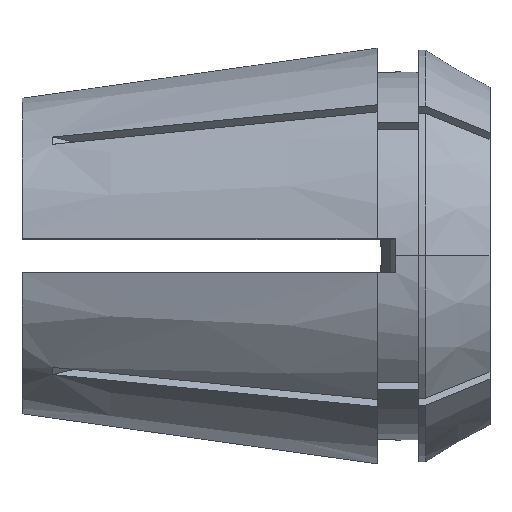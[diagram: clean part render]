
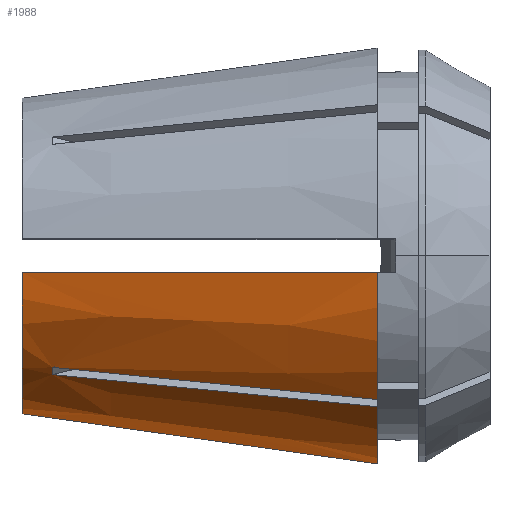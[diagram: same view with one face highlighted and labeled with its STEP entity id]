
A CAD part, top view. The second image highlights one B-rep face of the part: STEP entity #1988.
In plain terms, the highlighted conical face has half-angle 8 degrees and reference radius 20.5 mm.
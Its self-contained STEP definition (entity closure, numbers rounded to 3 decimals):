
#50 = CARTESIAN_POINT ( 'NONE',  ( 34.9, -14.138, 14.845 ) ) ;
#132 = EDGE_CURVE ( 'NONE', #3131, #1100, #2844, .T. ) ;
#137 = CARTESIAN_POINT ( 'NONE',  ( 0., -1.65, 15.508 ) ) ;
#156 = CARTESIAN_POINT ( 'NONE',  ( 3.015, -11.675, 10.968 ) ) ;
#254 = VERTEX_POINT ( 'NONE', #972 ) ;
#320 = ORIENTED_EDGE ( 'NONE', *, *, #773, .F. ) ;
#325 = DIRECTION ( 'NONE',  ( 0., 0., 1. ) ) ;
#376 = CARTESIAN_POINT ( 'NONE',  ( 34.9, -20.434, 1.65 ) ) ;
#443 = CARTESIAN_POINT ( 'NONE',  ( 34.9, -14.138, 14.845 ) ) ;
#532 = CARTESIAN_POINT ( 'NONE',  ( 0., -15.508, 1.65 ) ) ;
#564 = ORIENTED_EDGE ( 'NONE', *, *, #1450, .T. ) ;
#642 = EDGE_LOOP ( 'NONE', ( #564, #1234, #320, #943, #2913, #1656, #3115, #1800 ) ) ;
#672 = CARTESIAN_POINT ( 'NONE',  ( 2.995, -11.209, 11.445 ) ) ;
#680 = CARTESIAN_POINT ( 'NONE',  ( 3.015, -11.675, 10.968 ) ) ;
#693 = AXIS2_PLACEMENT_3D ( 'NONE', #1475, #1488, #2548 ) ;
#742 = CIRCLE ( 'NONE', #879, 20.5 ) ;
#769 = CARTESIAN_POINT ( 'NONE',  ( 34.9, 0., 0. ) ) ;
#773 = EDGE_CURVE ( 'NONE', #2420, #1972, #967, .T. ) ;
#827 = CARTESIAN_POINT ( 'NONE',  ( 3.015, -10.968, 11.675 ) ) ;
#844 = CARTESIAN_POINT ( 'NONE',  ( 11.633, -17.152, 1.65 ) ) ;
#879 = AXIS2_PLACEMENT_3D ( 'NONE', #769, #1003, #1544 ) ;
#887 = CARTESIAN_POINT ( 'NONE',  ( 24.272, -13.789, 13.082 ) ) ;
#943 = ORIENTED_EDGE ( 'NONE', *, *, #1613, .F. ) ;
#967 = CIRCLE ( 'NONE', #1635, 15.595 ) ;
#972 = CARTESIAN_POINT ( 'NONE',  ( 34.9, -14.845, 14.138 ) ) ;
#1003 = DIRECTION ( 'NONE',  ( -1., 0., 0. ) ) ;
#1100 = VERTEX_POINT ( 'NONE', #3165 ) ;
#1120 = CARTESIAN_POINT ( 'NONE',  ( 13.643, -12.732, 12.025 ) ) ;
#1126 = CARTESIAN_POINT ( 'NONE',  ( 34.9, 0., 0. ) ) ;
#1139 = EDGE_CURVE ( 'NONE', #1298, #1972, #2129, .T. ) ;
#1234 = ORIENTED_EDGE ( 'NONE', *, *, #1139, .T. ) ;
#1298 = VERTEX_POINT ( 'NONE', #1901 ) ;
#1342 = CARTESIAN_POINT ( 'NONE',  ( 13.643, -12.025, 12.732 ) ) ;
#1379 = CARTESIAN_POINT ( 'NONE',  ( 3.015, -11.675, 10.968 ) ) ;
#1405 = CARTESIAN_POINT ( 'NONE',  ( 11.633, -1.65, 17.152 ) ) ;
#1450 = EDGE_CURVE ( 'NONE', #1898, #1298, #742, .T. ) ;
#1475 = CARTESIAN_POINT ( 'NONE',  ( 34.9, 0., 0. ) ) ;
#1488 = DIRECTION ( 'NONE',  ( 1., 0., 0. ) ) ;
#1544 = DIRECTION ( 'NONE',  ( 0., 0., 1. ) ) ;
#1597 = DIRECTION ( 'NONE',  ( -1., 0., 0. ) ) ;
#1612 = EDGE_CURVE ( 'NONE', #1638, #254, #1838, .T. ) ;
#1613 = EDGE_CURVE ( 'NONE', #1638, #2420, #2109, .T. ) ;
#1635 = AXIS2_PLACEMENT_3D ( 'NONE', #2132, #1597, #325 ) ;
#1638 = VERTEX_POINT ( 'NONE', #2409 ) ;
#1656 = ORIENTED_EDGE ( 'NONE', *, *, #1823, .T. ) ;
#1800 = ORIENTED_EDGE ( 'NONE', *, *, #2879, .F. ) ;
#1823 = EDGE_CURVE ( 'NONE', #254, #3131, #3284, .T. ) ;
#1838 = CIRCLE ( 'NONE', #2539, 20.5 ) ;
#1898 = VERTEX_POINT ( 'NONE', #443 ) ;
#1901 = CARTESIAN_POINT ( 'NONE',  ( 34.9, -1.65, 20.434 ) ) ;
#1909 = CARTESIAN_POINT ( 'NONE',  ( 23.266, -18.794, 1.65 ) ) ;
#1952 = CARTESIAN_POINT ( 'NONE',  ( 23.266, -1.65, 18.794 ) ) ;
#1972 = VERTEX_POINT ( 'NONE', #1996 ) ;
#1988 = ADVANCED_FACE ( 'NONE', ( #3088 ), #3268, .T. ) ;
#1996 = CARTESIAN_POINT ( 'NONE',  ( 0., -1.65, 15.508 ) ) ;
#2109 = B_SPLINE_CURVE_WITH_KNOTS ( 'NONE', 3,
 ( #376, #1909, #844, #2658 ),
 .UNSPECIFIED., .F., .F.,
 ( 4, 4 ),
 ( 0.076, 0.111 ),
 .UNSPECIFIED. ) ;
#2129 = B_SPLINE_CURVE_WITH_KNOTS ( 'NONE', 3,
 ( #2707, #1952, #1405, #137 ),
 .UNSPECIFIED., .F., .F.,
 ( 4, 4 ),
 ( 0.076, 0.111 ),
 .UNSPECIFIED. ) ;
#2132 = CARTESIAN_POINT ( 'NONE',  ( 0., 0., 0. ) ) ;
#2147 = DIRECTION ( 'NONE',  ( -1., 0., 0. ) ) ;
#2248 = CARTESIAN_POINT ( 'NONE',  ( 3.015, -10.968, 11.675 ) ) ;
#2409 = CARTESIAN_POINT ( 'NONE',  ( 34.9, -20.434, 1.65 ) ) ;
#2420 = VERTEX_POINT ( 'NONE', #532 ) ;
#2423 = DIRECTION ( 'NONE',  ( 0., 0., 1. ) ) ;
#2539 = AXIS2_PLACEMENT_3D ( 'NONE', #1126, #2147, #2423 ) ;
#2548 = DIRECTION ( 'NONE',  ( 0., 0., -1. ) ) ;
#2658 = CARTESIAN_POINT ( 'NONE',  ( 0., -15.508, 1.65 ) ) ;
#2707 = CARTESIAN_POINT ( 'NONE',  ( 34.9, -1.65, 20.434 ) ) ;
#2844 = B_SPLINE_CURVE_WITH_KNOTS ( 'NONE', 3,
 ( #156, #3235, #672, #2248 ),
 .UNSPECIFIED., .F., .F.,
 ( 4, 4 ),
 ( 0.004, 0.005 ),
 .UNSPECIFIED. ) ;
#2879 = EDGE_CURVE ( 'NONE', #1898, #1100, #3083, .T. ) ;
#2901 = CARTESIAN_POINT ( 'NONE',  ( 24.272, -13.082, 13.789 ) ) ;
#2913 = ORIENTED_EDGE ( 'NONE', *, *, #1612, .T. ) ;
#2928 = CARTESIAN_POINT ( 'NONE',  ( 34.9, -14.845, 14.138 ) ) ;
#3083 = B_SPLINE_CURVE_WITH_KNOTS ( 'NONE', 3,
 ( #50, #2901, #1342, #827 ),
 .UNSPECIFIED., .F., .F.,
 ( 4, 4 ),
 ( 0., 0.032 ),
 .UNSPECIFIED. ) ;
#3088 = FACE_OUTER_BOUND ( 'NONE', #642, .T. ) ;
#3115 = ORIENTED_EDGE ( 'NONE', *, *, #132, .T. ) ;
#3131 = VERTEX_POINT ( 'NONE', #680 ) ;
#3165 = CARTESIAN_POINT ( 'NONE',  ( 3.015, -10.968, 11.675 ) ) ;
#3235 = CARTESIAN_POINT ( 'NONE',  ( 2.995, -11.445, 11.209 ) ) ;
#3268 = CONICAL_SURFACE ( 'NONE', #693, 20.5, 0.14 ) ;
#3284 = B_SPLINE_CURVE_WITH_KNOTS ( 'NONE', 3,
 ( #2928, #887, #1120, #1379 ),
 .UNSPECIFIED., .F., .F.,
 ( 4, 4 ),
 ( 0., 0.032 ),
 .UNSPECIFIED. ) ;
